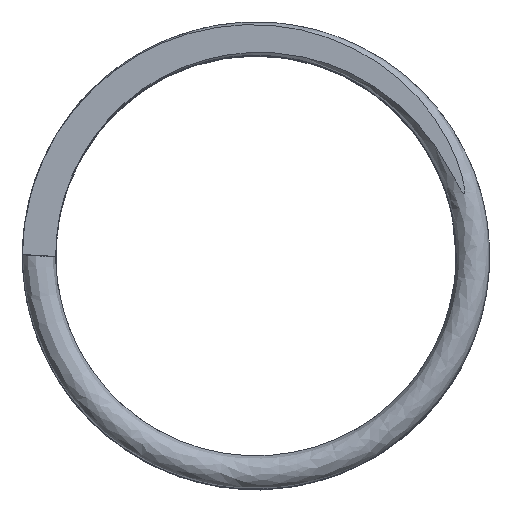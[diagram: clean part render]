
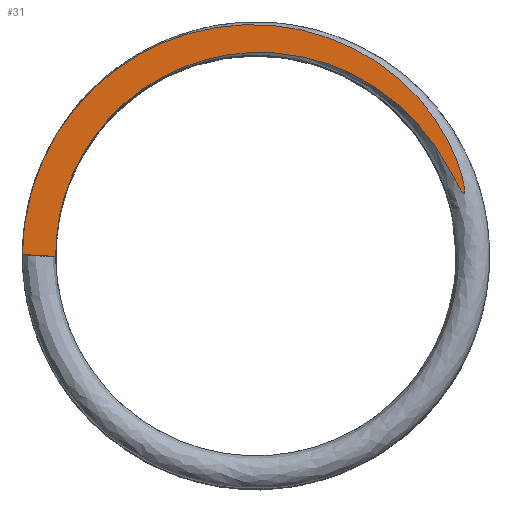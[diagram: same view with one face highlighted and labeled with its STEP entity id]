
A CAD part, top view. The second image highlights one B-rep face of the part: STEP entity #31.
In plain terms, the highlighted planar face has unit normal (0, 0, 1).
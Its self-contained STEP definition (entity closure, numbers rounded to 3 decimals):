
#31=ADVANCED_FACE('',(#61),#62,.T.);
#61=FACE_OUTER_BOUND('',#87,.T.);
#62=PLANE('',#88);
#87=EDGE_LOOP('',(#2967,#2968));
#88=AXIS2_PLACEMENT_3D('',#2969,#2970,#2971);
#2967=ORIENTED_EDGE('',*,*,#3010,.F.);
#2968=ORIENTED_EDGE('',*,*,#3011,.F.);
#2969=CARTESIAN_POINT('',(0.0,0.0,17.001));
#2970=DIRECTION('',(0.0,0.0,1.0));
#2971=DIRECTION('',(1.0,0.0,0.0));
#3010=EDGE_CURVE('',#3029,#3030,#3031,.T.);
#3011=EDGE_CURVE('',#3030,#3029,#3032,.T.);
#3029=VERTEX_POINT('',#3056);
#3030=VERTEX_POINT('',#3057);
#3031=B_SPLINE_CURVE_WITH_KNOTS('',3,(#3058,#3059,#3060,#3061,#3062,#3063,#3064,#3065,#3066,#3067,#3068,#3069,#3070,#3071,#3072,#3073,#3074,#3075,#3076,#3077,#3078,#3079,#3080,#3081,#3082,#3083,#3084,#3085,#3086,#3087,#3088,#3089,#3090,#3091,#3092,#3093,#3094,#3095,#3096,#3097,#3098,#3099,#3100,#3101,#3102,#3103,#3104,#3105,#3106,#3107,#3108,#3109),.UNSPECIFIED.,.F.,.F.,(4,2,2,2,2,2,2,2,2,2,2,2,2,2,2,2,2,2,2,2,2,2,2,2,2,4),(-51.373,-46.189,-41.702,-36.869,-32.117,-27.421,-22.867,-18.068,-14.441,-13.848,-13.709,-13.654,-13.623,-13.599,-13.572,-13.531,-13.434,-13.224,-11.607,-10.168,-8.747,-7.084,-5.405,-3.718,-2.012,-0.0),.UNSPECIFIED.);
#3032=LINE('',#3110,#3111);
#3056=CARTESIAN_POINT('',(-6.999,0.029,17.001));
#3057=CARTESIAN_POINT('',(-6.001,-0.029,17.001));
#3058=CARTESIAN_POINT('',(-6.999,0.029,17.001));
#3059=CARTESIAN_POINT('',(-6.995,0.777,17.001));
#3060=CARTESIAN_POINT('',(-6.872,1.654,17.001));
#3061=CARTESIAN_POINT('',(-6.187,3.368,17.001));
#3062=CARTESIAN_POINT('',(-5.725,4.097,17.001));
#3063=CARTESIAN_POINT('',(-4.513,5.398,17.001));
#3064=CARTESIAN_POINT('',(-3.757,5.94,17.001));
#3065=CARTESIAN_POINT('',(-2.089,6.687,17.001));
#3066=CARTESIAN_POINT('',(-1.196,6.892,17.001));
#3067=CARTESIAN_POINT('',(0.608,6.938,17.001));
#3068=CARTESIAN_POINT('',(1.497,6.784,17.001));
#3069=CARTESIAN_POINT('',(3.138,6.149,17.001));
#3070=CARTESIAN_POINT('',(3.882,5.681,17.001));
#3071=CARTESIAN_POINT('',(5.175,4.449,17.001));
#3072=CARTESIAN_POINT('',(5.622,3.757,17.001));
#3073=CARTESIAN_POINT('',(6.113,2.664,17.001));
#3074=CARTESIAN_POINT('',(6.209,2.276,17.001));
#3075=CARTESIAN_POINT('',(6.243,2.029,17.001));
#3076=CARTESIAN_POINT('',(6.252,1.96,17.001));
#3077=CARTESIAN_POINT('',(6.247,1.9,17.001));
#3078=CARTESIAN_POINT('',(6.245,1.888,17.001));
#3079=CARTESIAN_POINT('',(6.241,1.875,17.001));
#3080=CARTESIAN_POINT('',(6.239,1.871,17.001));
#3081=CARTESIAN_POINT('',(6.236,1.865,17.001));
#3082=CARTESIAN_POINT('',(6.234,1.864,17.001));
#3083=CARTESIAN_POINT('',(6.231,1.861,17.001));
#3084=CARTESIAN_POINT('',(6.229,1.861,17.001));
#3085=CARTESIAN_POINT('',(6.225,1.86,17.001));
#3086=CARTESIAN_POINT('',(6.223,1.86,17.001));
#3087=CARTESIAN_POINT('',(6.218,1.86,17.001));
#3088=CARTESIAN_POINT('',(6.216,1.862,17.001));
#3089=CARTESIAN_POINT('',(6.207,1.867,17.001));
#3090=CARTESIAN_POINT('',(6.2,1.872,17.001));
#3091=CARTESIAN_POINT('',(6.177,1.897,17.001));
#3092=CARTESIAN_POINT('',(6.161,1.922,17.001));
#3093=CARTESIAN_POINT('',(6.031,2.132,17.001));
#3094=CARTESIAN_POINT('',(5.837,2.575,17.001));
#3095=CARTESIAN_POINT('',(5.176,3.581,17.001));
#3096=CARTESIAN_POINT('',(4.729,4.15,17.001));
#3097=CARTESIAN_POINT('',(3.412,5.209,17.001));
#3098=CARTESIAN_POINT('',(2.736,5.545,17.001));
#3099=CARTESIAN_POINT('',(1.397,5.999,17.001));
#3100=CARTESIAN_POINT('',(0.633,6.111,17.001));
#3101=CARTESIAN_POINT('',(-0.903,6.049,17.001));
#3102=CARTESIAN_POINT('',(-1.661,5.873,17.001));
#3103=CARTESIAN_POINT('',(-3.078,5.248,17.001));
#3104=CARTESIAN_POINT('',(-3.72,4.804,17.001));
#3105=CARTESIAN_POINT('',(-4.809,3.694,17.001));
#3106=CARTESIAN_POINT('',(-5.245,3.035,17.001));
#3107=CARTESIAN_POINT('',(-5.897,1.453,17.001));
#3108=CARTESIAN_POINT('',(-6.003,0.642,17.001));
#3109=CARTESIAN_POINT('',(-6.001,-0.029,17.001));
#3110=CARTESIAN_POINT('',(-3.261,-0.19,17.001));
#3111=VECTOR('',#3592,1.0);
#3592=DIRECTION('',(-0.998,0.059,0.0));
